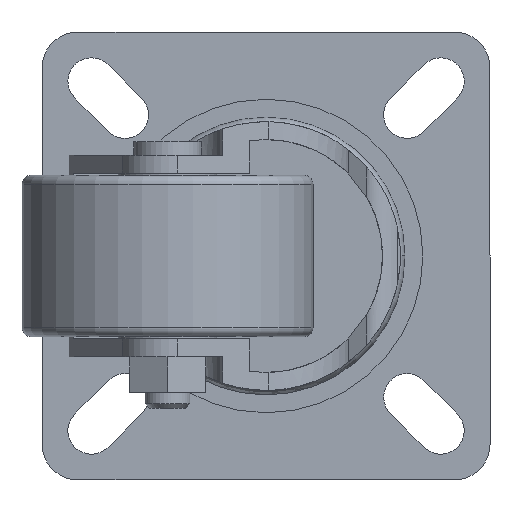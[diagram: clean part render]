
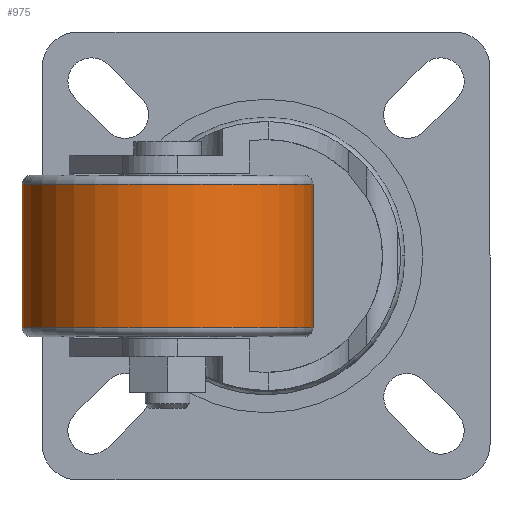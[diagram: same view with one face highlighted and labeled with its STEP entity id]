
A CAD part, front view. The second image highlights one B-rep face of the part: STEP entity #975.
In plain terms, the highlighted cylindrical face has radius 32.5 mm (diameter 65 mm), a partial arc.
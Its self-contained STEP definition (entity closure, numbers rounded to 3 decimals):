
#368 = CARTESIAN_POINT ( 'NONE',  ( -54.5, -64., -16. ) ) ;
#370 = CARTESIAN_POINT ( 'NONE',  ( -54.5, -64., 16. ) ) ;
#381 = CARTESIAN_POINT ( 'NONE',  ( 10.5, -64., -16. ) ) ;
#396 = CARTESIAN_POINT ( 'NONE',  ( 10.5, -64., 16. ) ) ;
#466 = CARTESIAN_POINT ( 'NONE',  ( -22., -64., 16. ) ) ;
#470 = DIRECTION ( 'NONE',  ( 0., 0., -1. ) ) ;
#471 = DIRECTION ( 'NONE',  ( 1., 0., 0. ) ) ;
#472 = CARTESIAN_POINT ( 'NONE',  ( -22., -64., -16. ) ) ;
#473 = DIRECTION ( 'NONE',  ( 0., 0., 1. ) ) ;
#474 = DIRECTION ( 'NONE',  ( 1., 0., 0. ) ) ;
#830 = EDGE_CURVE ( 'NONE', #3145, #3130, #2199, .T. ) ;
#912 = FACE_OUTER_BOUND ( 'NONE', #2823, .T. ) ;
#942 = CYLINDRICAL_SURFACE ( 'NONE', #945, 32.5 ) ;
#945 = AXIS2_PLACEMENT_3D ( 'NONE', #2289, #2290, #2291 ) ;
#956 = EDGE_CURVE ( 'NONE', #3119, #3117, #2223, .T. ) ;
#975 = ADVANCED_FACE ( 'NONE', ( #912 ), #942, .T. ) ;
#1175 = AXIS2_PLACEMENT_3D ( 'NONE', #466, #470, #471 ) ;
#1178 = AXIS2_PLACEMENT_3D ( 'NONE', #472, #473, #474 ) ;
#1254 = VECTOR ( 'NONE', #2225, 1000. ) ;
#2199 = LINE ( 'NONE', #2200, #2992 ) ;
#2200 = CARTESIAN_POINT ( 'NONE',  ( 10.5, -64., 18. ) ) ;
#2201 = DIRECTION ( 'NONE',  ( 0., 0., -1. ) ) ;
#2223 = LINE ( 'NONE', #2224, #1254 ) ;
#2224 = CARTESIAN_POINT ( 'NONE',  ( -54.5, -64., 18. ) ) ;
#2225 = DIRECTION ( 'NONE',  ( 0., 0., -1. ) ) ;
#2289 = CARTESIAN_POINT ( 'NONE',  ( -22., -64., 18. ) ) ;
#2290 = DIRECTION ( 'NONE',  ( 0., 0., -1. ) ) ;
#2291 = DIRECTION ( 'NONE',  ( -1., 0., 0. ) ) ;
#2498 = ORIENTED_EDGE ( 'NONE', *, *, #956, .T. ) ;
#2499 = ORIENTED_EDGE ( 'NONE', *, *, #830, .F. ) ;
#2500 = ORIENTED_EDGE ( 'NONE', *, *, #3430, .T. ) ;
#2502 = ORIENTED_EDGE ( 'NONE', *, *, #3431, .T. ) ;
#2823 = EDGE_LOOP ( 'NONE', ( #2499, #2500, #2498, #2502 ) ) ;
#2992 = VECTOR ( 'NONE', #2201, 1000. ) ;
#3117 = VERTEX_POINT ( 'NONE', #368 ) ;
#3119 = VERTEX_POINT ( 'NONE', #370 ) ;
#3130 = VERTEX_POINT ( 'NONE', #381 ) ;
#3145 = VERTEX_POINT ( 'NONE', #396 ) ;
#3430 = EDGE_CURVE ( 'NONE', #3145, #3119, #3565, .T. ) ;
#3431 = EDGE_CURVE ( 'NONE', #3117, #3130, #3566, .T. ) ;
#3565 = CIRCLE ( 'NONE', #1175, 32.5 ) ;
#3566 = CIRCLE ( 'NONE', #1178, 32.5 ) ;
